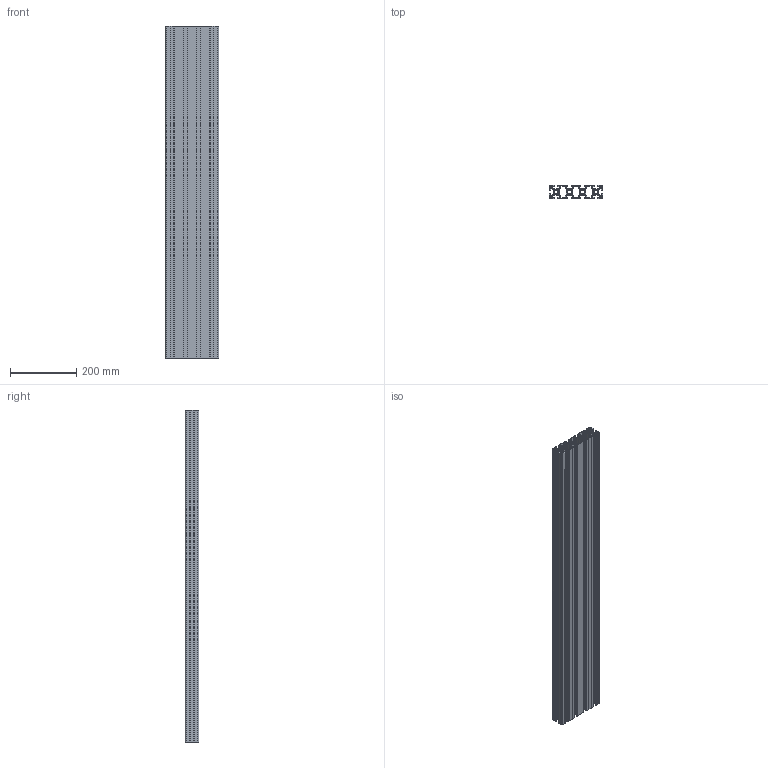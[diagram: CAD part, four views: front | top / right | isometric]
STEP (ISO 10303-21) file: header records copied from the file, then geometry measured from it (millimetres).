
FILE_DESCRIPTION (( 'STEP AP203' ), '1' );
FILE_NAME ('1.11.40.040160.10.STEP', '2014-06-24T00:29:12', ( 'USER' ), ( 'Microsoft' ), 'SwSTEP 2.0', 'SolidWorks 2012', '' );
FILE_SCHEMA (( 'CONFIG_CONTROL_DESIGN' ));
Length unit declared in the file: millimetre
Products named in the file (1): 1.11.40.040160.10
Bounding box: 160 x 40 x 1000 mm (x, y, z)
Volume: 1770494.4 mm3; surface area: 1529813 mm2
Topology: 1 solids, 1 shells, 558 faces, 1668 edges, 1112 vertices
Faces by surface type: plane 406, cylinder 152
Entity records: 18797 total; most frequent: CARTESIAN_POINT 3339, ORIENTED_EDGE 3336, DIRECTION 3090, EDGE_CURVE 1668, VECTOR 1364, LINE 1364, VERTEX_POINT 1112, AXIS2_PLACEMENT_3D 863
